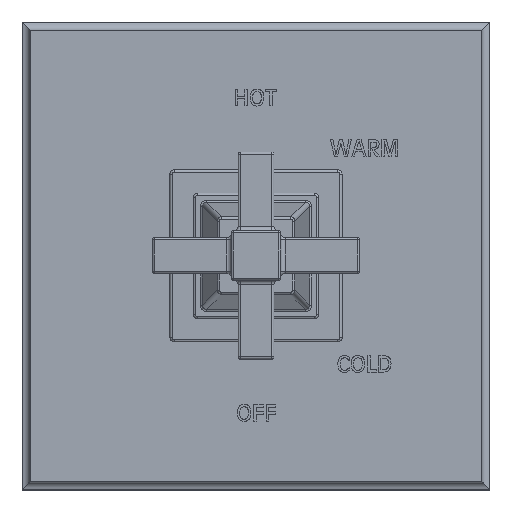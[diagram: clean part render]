
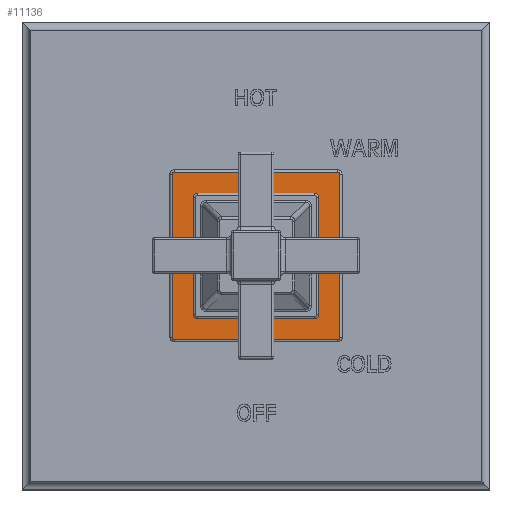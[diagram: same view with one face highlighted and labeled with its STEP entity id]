
A CAD part, top view. The second image highlights one B-rep face of the part: STEP entity #11136.
In plain terms, the highlighted planar face has unit normal (0, 0, 1).
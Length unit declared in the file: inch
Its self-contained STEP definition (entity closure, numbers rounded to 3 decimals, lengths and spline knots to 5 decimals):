
#2793=CARTESIAN_POINT('',(1.135,1.135,0.723));
#2794=DIRECTION('',(0.,0.,1.));
#2795=DIRECTION('',(1.,0.,0.));
#2796=AXIS2_PLACEMENT_3D('',#2793,#2794,#2795);
#2798=DIRECTION('',(0.,1.,0.));
#2799=VECTOR('',#2798,2.27);
#2800=CARTESIAN_POINT('',(1.165,-1.135,0.723));
#2801=LINE('',#2800,#2799);
#2802=CARTESIAN_POINT('',(1.135,-1.135,0.723));
#2803=DIRECTION('',(0.,0.,1.));
#2804=DIRECTION('',(0.,-1.,0.));
#2805=AXIS2_PLACEMENT_3D('',#2802,#2803,#2804);
#2807=DIRECTION('',(1.,0.,0.));
#2808=VECTOR('',#2807,2.27);
#2809=CARTESIAN_POINT('',(-1.135,-1.165,0.723));
#2810=LINE('',#2809,#2808);
#2811=CARTESIAN_POINT('',(-1.135,-1.135,0.723));
#2812=DIRECTION('',(0.,0.,1.));
#2813=DIRECTION('',(-1.,0.,0.));
#2814=AXIS2_PLACEMENT_3D('',#2811,#2812,#2813);
#2816=DIRECTION('',(0.,-1.,0.));
#2817=VECTOR('',#2816,2.27);
#2818=CARTESIAN_POINT('',(-1.165,1.135,0.723));
#2819=LINE('',#2818,#2817);
#2820=CARTESIAN_POINT('',(-1.135,1.135,0.723));
#2821=DIRECTION('',(0.,0.,1.));
#2822=DIRECTION('',(0.,1.,0.));
#2823=AXIS2_PLACEMENT_3D('',#2820,#2821,#2822);
#2825=DIRECTION('',(-1.,0.,0.));
#2826=VECTOR('',#2825,2.27);
#2827=CARTESIAN_POINT('',(1.135,1.165,0.723));
#2828=LINE('',#2827,#2826);
#3399=DIRECTION('',(0.,1.,0.));
#3400=VECTOR('',#3399,1.04);
#3401=CARTESIAN_POINT('',(-0.75,-0.52,0.723));
#3402=LINE('',#3401,#3400);
#3411=CARTESIAN_POINT('',(-0.52,0.52,0.723));
#3412=DIRECTION('',(0.,0.,1.));
#3413=DIRECTION('',(0.,1.,0.));
#3414=AXIS2_PLACEMENT_3D('',#3411,#3412,#3413);
#3421=DIRECTION('',(1.,0.,0.));
#3422=VECTOR('',#3421,1.04);
#3423=CARTESIAN_POINT('',(-0.52,0.75,0.723));
#3424=LINE('',#3423,#3422);
#3433=CARTESIAN_POINT('',(0.52,0.52,0.723));
#3434=DIRECTION('',(0.,0.,1.));
#3435=DIRECTION('',(1.,0.,0.));
#3436=AXIS2_PLACEMENT_3D('',#3433,#3434,#3435);
#3443=DIRECTION('',(0.,-1.,0.));
#3444=VECTOR('',#3443,1.04);
#3445=CARTESIAN_POINT('',(0.75,0.52,0.723));
#3446=LINE('',#3445,#3444);
#3455=CARTESIAN_POINT('',(0.52,-0.52,0.723));
#3456=DIRECTION('',(0.,0.,1.));
#3457=DIRECTION('',(0.,-1.,0.));
#3458=AXIS2_PLACEMENT_3D('',#3455,#3456,#3457);
#3465=DIRECTION('',(-1.,0.,0.));
#3466=VECTOR('',#3465,1.04);
#3467=CARTESIAN_POINT('',(0.52,-0.75,0.723));
#3468=LINE('',#3467,#3466);
#3477=CARTESIAN_POINT('',(-0.52,-0.52,0.723));
#3478=DIRECTION('',(0.,0.,1.));
#3479=DIRECTION('',(-1.,0.,0.));
#3480=AXIS2_PLACEMENT_3D('',#3477,#3478,#3479);
#7043=CARTESIAN_POINT('',(1.165,1.135,0.723));
#7044=CARTESIAN_POINT('',(1.135,1.165,0.723));
#7045=VERTEX_POINT('',#7043);
#7046=VERTEX_POINT('',#7044);
#7051=CARTESIAN_POINT('',(-1.135,1.165,0.723));
#7052=VERTEX_POINT('',#7051);
#7055=CARTESIAN_POINT('',(-1.165,1.135,0.723));
#7056=VERTEX_POINT('',#7055);
#7059=CARTESIAN_POINT('',(-1.165,-1.135,0.723));
#7060=VERTEX_POINT('',#7059);
#7063=CARTESIAN_POINT('',(-1.135,-1.165,0.723));
#7064=VERTEX_POINT('',#7063);
#7067=CARTESIAN_POINT('',(1.135,-1.165,0.723));
#7068=VERTEX_POINT('',#7067);
#7071=CARTESIAN_POINT('',(1.165,-1.135,0.723));
#7072=VERTEX_POINT('',#7071);
#7129=CARTESIAN_POINT('',(-0.75,-0.52,0.723));
#7130=CARTESIAN_POINT('',(-0.75,0.52,0.723));
#7131=VERTEX_POINT('',#7129);
#7132=VERTEX_POINT('',#7130);
#7133=CARTESIAN_POINT('',(-0.52,0.75,0.723));
#7134=CARTESIAN_POINT('',(0.52,0.75,0.723));
#7135=VERTEX_POINT('',#7133);
#7136=VERTEX_POINT('',#7134);
#7137=CARTESIAN_POINT('',(0.75,0.52,0.723));
#7138=CARTESIAN_POINT('',(0.75,-0.52,0.723));
#7139=VERTEX_POINT('',#7137);
#7140=VERTEX_POINT('',#7138);
#7141=CARTESIAN_POINT('',(0.52,-0.75,0.723));
#7142=CARTESIAN_POINT('',(-0.52,-0.75,0.723));
#7143=VERTEX_POINT('',#7141);
#7144=VERTEX_POINT('',#7142);
#11096=CARTESIAN_POINT('',(0.,0.,0.723));
#11097=DIRECTION('',(0.,0.,1.));
#11098=DIRECTION('',(0.,1.,0.));
#11099=AXIS2_PLACEMENT_3D('',#11096,#11097,#11098);
#11100=PLANE('',#11099);
#11102=ORIENTED_EDGE('',*,*,#11101,.F.);
#11104=ORIENTED_EDGE('',*,*,#11103,.F.);
#11106=ORIENTED_EDGE('',*,*,#11105,.F.);
#11108=ORIENTED_EDGE('',*,*,#11107,.F.);
#11110=ORIENTED_EDGE('',*,*,#11109,.F.);
#11111=ORIENTED_EDGE('',*,*,#11086,.F.);
#11113=ORIENTED_EDGE('',*,*,#11112,.F.);
#11115=ORIENTED_EDGE('',*,*,#11114,.F.);
#11116=EDGE_LOOP('',(#11102,#11104,#11106,#11108,#11110,#11111,#11113,#11115));
#11117=FACE_OUTER_BOUND('',#11116,.F.);
#11119=ORIENTED_EDGE('',*,*,#11118,.F.);
#11121=ORIENTED_EDGE('',*,*,#11120,.T.);
#11123=ORIENTED_EDGE('',*,*,#11122,.F.);
#11125=ORIENTED_EDGE('',*,*,#11124,.T.);
#11127=ORIENTED_EDGE('',*,*,#11126,.F.);
#11129=ORIENTED_EDGE('',*,*,#11128,.T.);
#11131=ORIENTED_EDGE('',*,*,#11130,.F.);
#11133=ORIENTED_EDGE('',*,*,#11132,.T.);
#11134=EDGE_LOOP('',(#11119,#11121,#11123,#11125,#11127,#11129,#11131,#11133));
#11135=FACE_BOUND('',#11134,.F.);
#11136=ADVANCED_FACE('',(#11117,#11135),#11100,.T.);
#2797=CIRCLE('',#2796,0.03);
#2806=CIRCLE('',#2805,0.03);
#2815=CIRCLE('',#2814,0.03);
#2824=CIRCLE('',#2823,0.03);
#3415=CIRCLE('',#3414,0.23);
#3437=CIRCLE('',#3436,0.23);
#3459=CIRCLE('',#3458,0.23);
#3481=CIRCLE('',#3480,0.23);
#11086=EDGE_CURVE('',#7056,#7060,#2819,.T.);
#11101=EDGE_CURVE('',#7045,#7046,#2797,.T.);
#11103=EDGE_CURVE('',#7072,#7045,#2801,.T.);
#11105=EDGE_CURVE('',#7068,#7072,#2806,.T.);
#11107=EDGE_CURVE('',#7064,#7068,#2810,.T.);
#11109=EDGE_CURVE('',#7060,#7064,#2815,.T.);
#11112=EDGE_CURVE('',#7052,#7056,#2824,.T.);
#11114=EDGE_CURVE('',#7046,#7052,#2828,.T.);
#11118=EDGE_CURVE('',#7131,#7132,#3402,.T.);
#11120=EDGE_CURVE('',#7131,#7144,#3481,.T.);
#11122=EDGE_CURVE('',#7143,#7144,#3468,.T.);
#11124=EDGE_CURVE('',#7143,#7140,#3459,.T.);
#11126=EDGE_CURVE('',#7139,#7140,#3446,.T.);
#11128=EDGE_CURVE('',#7139,#7136,#3437,.T.);
#11130=EDGE_CURVE('',#7135,#7136,#3424,.T.);
#11132=EDGE_CURVE('',#7135,#7132,#3415,.T.);
